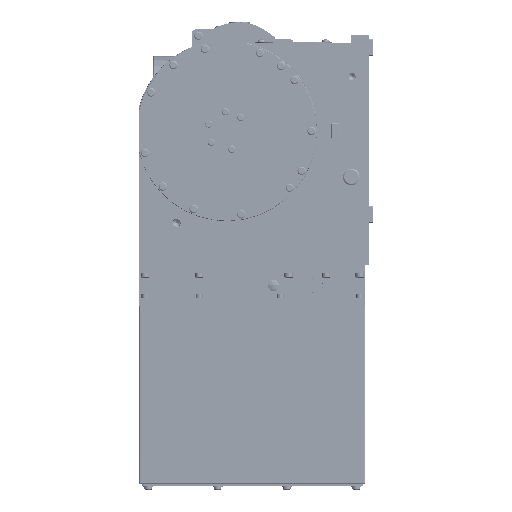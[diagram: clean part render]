
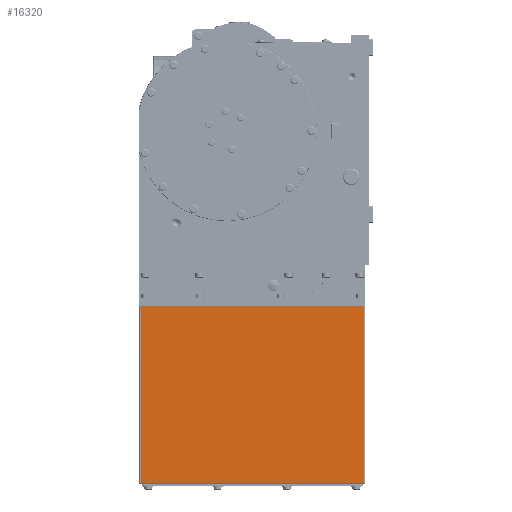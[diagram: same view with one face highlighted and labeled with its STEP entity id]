
A CAD part, left-side view. The second image highlights one B-rep face of the part: STEP entity #16320.
In plain terms, the highlighted planar face has unit normal (-1, 0, 0).
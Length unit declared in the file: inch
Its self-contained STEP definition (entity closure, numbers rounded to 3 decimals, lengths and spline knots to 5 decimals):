
#15617 = CARTESIAN_POINT ( 'NONE',  ( -10.98425, 4.05512, -16.5748 ) ) ;
#16320 = ADVANCED_FACE ( 'NONE', ( #255693 ), #234508, .F. ) ;
#20164 = VECTOR ( 'NONE', #214447, 39.37008 ) ;
#20873 = VECTOR ( 'NONE', #271605, 39.37008 ) ;
#25765 = CARTESIAN_POINT ( 'NONE',  ( -10.98425, -6.45669, -16.5748 ) ) ;
#27111 = VECTOR ( 'NONE', #60506, 39.37008 ) ;
#27362 = EDGE_CURVE ( 'NONE', #235144, #299374, #48352, .T. ) ;
#28476 = CARTESIAN_POINT ( 'NONE',  ( -10.98425, 4.05512, -8.74016 ) ) ;
#30833 = AXIS2_PLACEMENT_3D ( 'NONE', #48177, #211907, #71694 ) ;
#33767 = EDGE_CURVE ( 'NONE', #235144, #212526, #205450, .T. ) ;
#41841 = LINE ( 'NONE', #15617, #166274 ) ;
#42657 = VERTEX_POINT ( 'NONE', #129679 ) ;
#43250 = CARTESIAN_POINT ( 'NONE',  ( -10.98425, 4.05512, -8.74016 ) ) ;
#44227 = DIRECTION ( 'NONE',  ( 0., 0., -1. ) ) ;
#48177 = CARTESIAN_POINT ( 'NONE',  ( -10.98425, 4.05512, -8.74016 ) ) ;
#48352 = LINE ( 'NONE', #43250, #227915 ) ;
#57606 = CARTESIAN_POINT ( 'NONE',  ( -10.98425, 4.05512, -8.26772 ) ) ;
#60506 = DIRECTION ( 'NONE',  ( 0., 1., 0. ) ) ;
#71694 = DIRECTION ( 'NONE',  ( 0., -1., 0. ) ) ;
#85437 = EDGE_CURVE ( 'NONE', #124193, #42657, #200387, .T. ) ;
#94531 = EDGE_CURVE ( 'NONE', #42657, #299374, #268866, .T. ) ;
#112542 = ORIENTED_EDGE ( 'NONE', *, *, #27362, .F. ) ;
#119345 = CARTESIAN_POINT ( 'NONE',  ( -10.98425, -6.45669, -8.74016 ) ) ;
#124193 = VERTEX_POINT ( 'NONE', #205376 ) ;
#127910 = ORIENTED_EDGE ( 'NONE', *, *, #94531, .T. ) ;
#129679 = CARTESIAN_POINT ( 'NONE',  ( -10.98425, -6.45669, -8.26772 ) ) ;
#136545 = EDGE_CURVE ( 'NONE', #212526, #229337, #41841, .T. ) ;
#145070 = ORIENTED_EDGE ( 'NONE', *, *, #85437, .T. ) ;
#166274 = VECTOR ( 'NONE', #248010, 39.37008 ) ;
#174225 = EDGE_CURVE ( 'NONE', #229337, #124193, #269257, .T. ) ;
#193737 = EDGE_LOOP ( 'NONE', ( #282608, #236082, #145070, #127910, #112542, #262317 ) ) ;
#200387 = LINE ( 'NONE', #248078, #20873 ) ;
#205376 = CARTESIAN_POINT ( 'NONE',  ( -10.98425, -6.45669, -8.74016 ) ) ;
#205450 = LINE ( 'NONE', #231577, #260334 ) ;
#211907 = DIRECTION ( 'NONE',  ( 1., 0., 0. ) ) ;
#212526 = VERTEX_POINT ( 'NONE', #247438 ) ;
#214447 = DIRECTION ( 'NONE',  ( 0., 0., 1. ) ) ;
#224330 = CARTESIAN_POINT ( 'NONE',  ( -10.98425, 4.05512, -8.26772 ) ) ;
#227915 = VECTOR ( 'NONE', #302087, 39.37008 ) ;
#229337 = VERTEX_POINT ( 'NONE', #25765 ) ;
#231577 = CARTESIAN_POINT ( 'NONE',  ( -10.98425, 4.05512, -8.74016 ) ) ;
#234508 = PLANE ( 'NONE',  #30833 ) ;
#235144 = VERTEX_POINT ( 'NONE', #28476 ) ;
#236082 = ORIENTED_EDGE ( 'NONE', *, *, #174225, .T. ) ;
#247438 = CARTESIAN_POINT ( 'NONE',  ( -10.98425, 4.05512, -16.5748 ) ) ;
#248010 = DIRECTION ( 'NONE',  ( 0., -1., 0. ) ) ;
#248078 = CARTESIAN_POINT ( 'NONE',  ( -10.98425, -6.45669, -8.74016 ) ) ;
#255693 = FACE_OUTER_BOUND ( 'NONE', #193737, .T. ) ;
#260334 = VECTOR ( 'NONE', #44227, 39.37008 ) ;
#262317 = ORIENTED_EDGE ( 'NONE', *, *, #33767, .T. ) ;
#268866 = LINE ( 'NONE', #224330, #27111 ) ;
#269257 = LINE ( 'NONE', #119345, #20164 ) ;
#271605 = DIRECTION ( 'NONE',  ( 0., 0., 1. ) ) ;
#282608 = ORIENTED_EDGE ( 'NONE', *, *, #136545, .T. ) ;
#299374 = VERTEX_POINT ( 'NONE', #57606 ) ;
#302087 = DIRECTION ( 'NONE',  ( 0., 0., 1. ) ) ;
